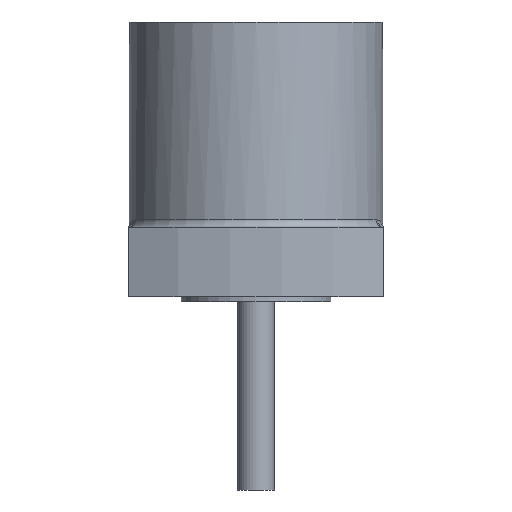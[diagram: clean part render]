
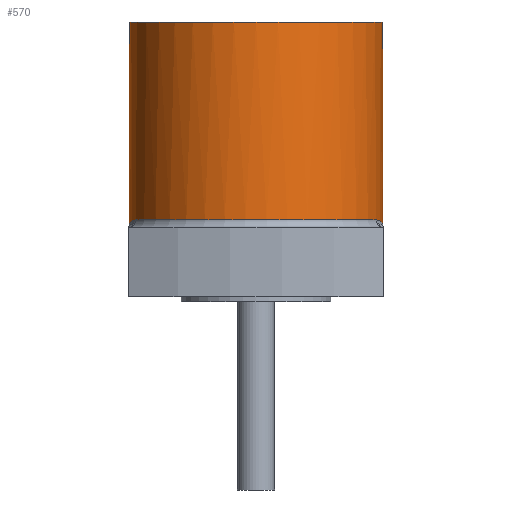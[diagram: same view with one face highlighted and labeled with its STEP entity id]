
A CAD part, front view. The second image highlights one B-rep face of the part: STEP entity #570.
In plain terms, the highlighted cylindrical face has radius 2.083 mm (diameter 4.166 mm), a full revolution.
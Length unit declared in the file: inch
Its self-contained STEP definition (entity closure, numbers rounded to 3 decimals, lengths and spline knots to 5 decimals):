
#3 = FACE_OUTER_BOUND ( 'NONE', #635, .T. ) ;
#4 = DIRECTION ( 'NONE',  ( 0., 0., 1. ) ) ;
#7 = CARTESIAN_POINT ( 'NONE',  ( -0.082, -0.0045, 0.00218 ) ) ;
#9 = EDGE_LOOP ( 'NONE', ( #647 ) ) ;
#58 = DIRECTION ( 'NONE',  ( 0., 0., 1. ) ) ;
#68 = CARTESIAN_POINT ( 'NONE',  ( 0.07776, 0.02603, 0.005 ) ) ;
#85 = CYLINDRICAL_SURFACE ( 'NONE', #869, 0.082 ) ;
#136 = CARTESIAN_POINT ( 'NONE',  ( 0., 0., -0.062 ) ) ;
#137 = CARTESIAN_POINT ( 'NONE',  ( 0.07918, -0.02179, 0.005 ) ) ;
#145 = CARTESIAN_POINT ( 'NONE',  ( 0.08163, 0.00888, 0.00302 ) ) ;
#149 = CIRCLE ( 'NONE', #882, 0.082 ) ;
#164 = VERTEX_POINT ( 'NONE', #741 ) ;
#203 = DIRECTION ( 'NONE',  ( -1., 0., 0. ) ) ;
#212 = ORIENTED_EDGE ( 'NONE', *, *, #900, .T. ) ;
#217 = EDGE_CURVE ( 'NONE', #296, #456, #763, .T. ) ;
#224 = EDGE_CURVE ( 'NONE', #814, #814, #149, .T. ) ;
#227 = DIRECTION ( 'NONE',  ( 1., 0., 0. ) ) ;
#232 = CARTESIAN_POINT ( 'NONE',  ( -0.082, 0.00442, 0.00217 ) ) ;
#241 = CARTESIAN_POINT ( 'NONE',  ( 0.07918, 0.02179, 0.005 ) ) ;
#246 = CARTESIAN_POINT ( 'NONE',  ( 0.08023, -0.01748, 0.00437 ) ) ;
#296 = VERTEX_POINT ( 'NONE', #833 ) ;
#300 = CARTESIAN_POINT ( 'NONE',  ( -0.07918, 0.02179, 0.005 ) ) ;
#301 = DIRECTION ( 'NONE',  ( 1., 0., 0. ) ) ;
#321 = CARTESIAN_POINT ( 'NONE',  ( 0.07776, 0.02603, 0.005 ) ) ;
#355 = VERTEX_POINT ( 'NONE', #923 ) ;
#363 = DIRECTION ( 'NONE',  ( -1., 0., 0. ) ) ;
#378 = CARTESIAN_POINT ( 'NONE',  ( 0.082, 0.0045, 0.00218 ) ) ;
#379 = AXIS2_PLACEMENT_3D ( 'NONE', #853, #651, #203 ) ;
#404 = EDGE_CURVE ( 'NONE', #164, #296, #780, .T. ) ;
#411 = CIRCLE ( 'NONE', #652, 0.082 ) ;
#425 = CARTESIAN_POINT ( 'NONE',  ( 0., 0., 0.005 ) ) ;
#444 = DIRECTION ( 'NONE',  ( 0., 0., 1. ) ) ;
#456 = VERTEX_POINT ( 'NONE', #68 ) ;
#457 = CARTESIAN_POINT ( 'NONE',  ( -0.07776, 0.02603, 0.005 ) ) ;
#458 = CARTESIAN_POINT ( 'NONE',  ( 0.08164, -0.00883, 0.00301 ) ) ;
#461 = CARTESIAN_POINT ( 'NONE',  ( -0.08163, -0.00888, 0.00302 ) ) ;
#517 = CARTESIAN_POINT ( 'NONE',  ( 0.08022, 0.01753, 0.00438 ) ) ;
#524 = CARTESIAN_POINT ( 'NONE',  ( 0., 0., 0.133 ) ) ;
#557 = EDGE_CURVE ( 'NONE', #355, #164, #729, .T. ) ;
#570 = ADVANCED_FACE ( 'NONE', ( #3, #799 ), #85, .T. ) ;
#584 = CARTESIAN_POINT ( 'NONE',  ( -0.08164, 0.00883, 0.00301 ) ) ;
#592 = CARTESIAN_POINT ( 'NONE',  ( 0.07776, -0.02603, 0.005 ) ) ;
#599 = CARTESIAN_POINT ( 'NONE',  ( 0.082, 0., 0.133 ) ) ;
#635 = EDGE_LOOP ( 'NONE', ( #212, #829, #846, #868 ) ) ;
#647 = ORIENTED_EDGE ( 'NONE', *, *, #224, .F. ) ;
#651 = DIRECTION ( 'NONE',  ( 0., 0., 1. ) ) ;
#652 = AXIS2_PLACEMENT_3D ( 'NONE', #425, #58, #363 ) ;
#660 = CARTESIAN_POINT ( 'NONE',  ( -0.07918, -0.02179, 0.005 ) ) ;
#728 = CARTESIAN_POINT ( 'NONE',  ( -0.08023, 0.01748, 0.00437 ) ) ;
#729 = B_SPLINE_CURVE_WITH_KNOTS ( 'NONE', 3,
 ( #457, #300, #728, #584, #232, #7, #461, #740, #660, #797 ),
 .UNSPECIFIED., .F., .F.,
 ( 4, 2, 2, 2, 4 ),
 ( 0., 0.00034, 0.00068, 0.00102, 0.00136 ),
 .UNSPECIFIED. ) ;
#740 = CARTESIAN_POINT ( 'NONE',  ( -0.08022, -0.01753, 0.00438 ) ) ;
#741 = CARTESIAN_POINT ( 'NONE',  ( -0.07776, -0.02603, 0.005 ) ) ;
#763 = B_SPLINE_CURVE_WITH_KNOTS ( 'NONE', 3,
 ( #592, #137, #246, #458, #800, #378, #145, #517, #241, #321 ),
 .UNSPECIFIED., .F., .F.,
 ( 4, 2, 2, 2, 4 ),
 ( 0., 0.00034, 0.00068, 0.00102, 0.00136 ),
 .UNSPECIFIED. ) ;
#780 = CIRCLE ( 'NONE', #379, 0.082 ) ;
#797 = CARTESIAN_POINT ( 'NONE',  ( -0.07776, -0.02603, 0.005 ) ) ;
#799 = FACE_OUTER_BOUND ( 'NONE', #9, .T. ) ;
#800 = CARTESIAN_POINT ( 'NONE',  ( 0.082, -0.00442, 0.00217 ) ) ;
#814 = VERTEX_POINT ( 'NONE', #599 ) ;
#829 = ORIENTED_EDGE ( 'NONE', *, *, #557, .T. ) ;
#833 = CARTESIAN_POINT ( 'NONE',  ( 0.07776, -0.02603, 0.005 ) ) ;
#846 = ORIENTED_EDGE ( 'NONE', *, *, #404, .T. ) ;
#853 = CARTESIAN_POINT ( 'NONE',  ( 0., 0., 0.005 ) ) ;
#868 = ORIENTED_EDGE ( 'NONE', *, *, #217, .T. ) ;
#869 = AXIS2_PLACEMENT_3D ( 'NONE', #136, #444, #227 ) ;
#882 = AXIS2_PLACEMENT_3D ( 'NONE', #524, #4, #301 ) ;
#900 = EDGE_CURVE ( 'NONE', #456, #355, #411, .T. ) ;
#923 = CARTESIAN_POINT ( 'NONE',  ( -0.07776, 0.02603, 0.005 ) ) ;
